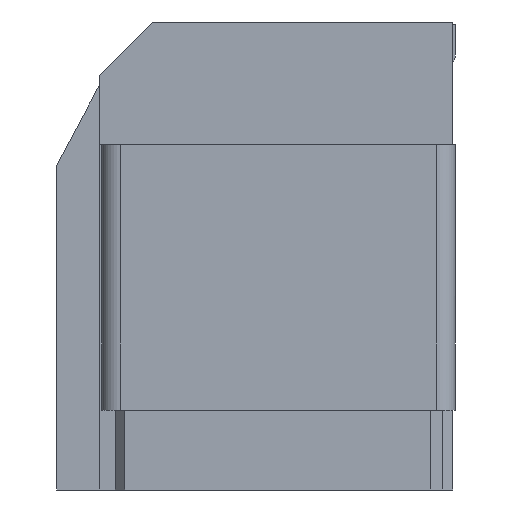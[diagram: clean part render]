
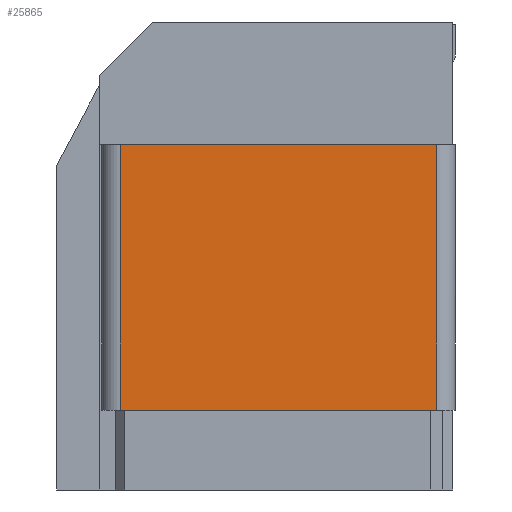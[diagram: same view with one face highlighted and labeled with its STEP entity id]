
A CAD part, left-side view. The second image highlights one B-rep face of the part: STEP entity #25865.
In plain terms, the highlighted planar face has unit normal (-1, 0, 0).
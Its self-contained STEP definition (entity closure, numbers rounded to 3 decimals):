
#164=DIRECTION('',(0.,1.,0.));
#165=VECTOR('',#164,5.95);
#166=CARTESIAN_POINT('',(-11.35,-2.5,5.25));
#167=LINE('',#166,#165);
#443=DIRECTION('',(0.,1.,0.));
#444=VECTOR('',#443,5.95);
#445=CARTESIAN_POINT('',(-11.35,-2.5,0.25));
#446=LINE('',#445,#444);
#9411=DIRECTION('',(0.,0.,1.));
#9412=VECTOR('',#9411,5.);
#9413=CARTESIAN_POINT('',(-11.35,3.45,0.25));
#9414=LINE('',#9413,#9412);
#9415=DIRECTION('',(0.,0.,1.));
#9416=VECTOR('',#9415,5.);
#9417=CARTESIAN_POINT('',(-11.35,-2.5,0.25));
#9418=LINE('',#9417,#9416);
#9659=CARTESIAN_POINT('',(-11.35,-2.5,0.25));
#9660=VERTEX_POINT('',#9659);
#9661=CARTESIAN_POINT('',(-11.35,3.45,0.25));
#9662=VERTEX_POINT('',#9661);
#10613=CARTESIAN_POINT('',(-11.35,-2.5,5.25));
#10614=VERTEX_POINT('',#10613);
#10615=CARTESIAN_POINT('',(-11.35,3.45,5.25));
#10616=VERTEX_POINT('',#10615);
#25853=CARTESIAN_POINT('',(-11.35,-2.5,0.25));
#25854=DIRECTION('',(-1.,0.,0.));
#25855=DIRECTION('',(0.,1.,0.));
#25856=AXIS2_PLACEMENT_3D('',#25853,#25854,#25855);
#25857=PLANE('',#25856);
#25858=ORIENTED_EDGE('',*,*,#12668,.F.);
#25860=ORIENTED_EDGE('',*,*,#25859,.F.);
#25861=ORIENTED_EDGE('',*,*,#12913,.T.);
#25862=ORIENTED_EDGE('',*,*,#25846,.T.);
#25863=EDGE_LOOP('',(#25858,#25860,#25861,#25862));
#25864=FACE_OUTER_BOUND('',#25863,.F.);
#25865=ADVANCED_FACE('',(#25864),#25857,.T.);
#12668=EDGE_CURVE('',#10614,#10616,#167,.T.);
#12913=EDGE_CURVE('',#9660,#9662,#446,.T.);
#25846=EDGE_CURVE('',#9662,#10616,#9414,.T.);
#25859=EDGE_CURVE('',#9660,#10614,#9418,.T.);
